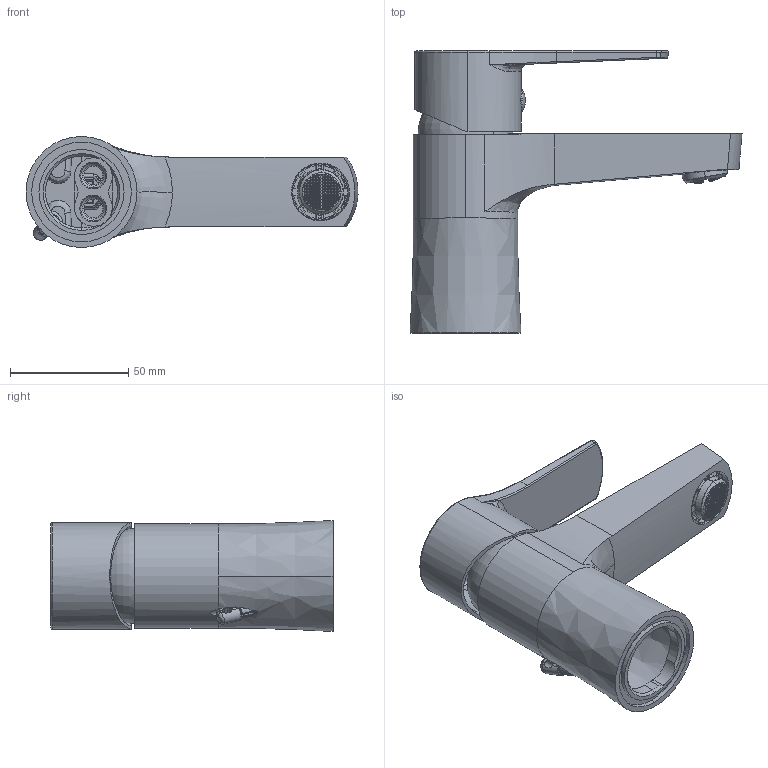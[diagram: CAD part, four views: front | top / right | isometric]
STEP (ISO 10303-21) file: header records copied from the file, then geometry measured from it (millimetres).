
FILE_DESCRIPTION (( 'STEP AP203' ), '1' );
FILE_NAME ('18A305345.STEP', '2021-10-05T11:07:53', ( '' ), ( '' ), 'SwSTEP 2.0', 'SolidWorks 2021', '' );
FILE_SCHEMA (( 'CONFIG_CONTROL_DESIGN' ));
Products named in the file (1): 18A305345
Bounding box: 140.58 x 119.41 x 47 mm (x, y, z)
Volume: 30878.5 mm3; surface area: 74526 mm2
Topology: 9 solids, 10 shells, 2366 faces, 6047 edges, 3951 vertices
Faces by surface type: plane 1901, cylinder 220, bspline 156, cone 48, torus 25, sphere 16
Entity records: 79917 total; most frequent: CARTESIAN_POINT 22780, ORIENTED_EDGE 12062, DIRECTION 11544, EDGE_CURVE 6031, VERTEX_POINT 3951, AXIS2_PLACEMENT_3D 3869, VECTOR 3806, LINE 3806
